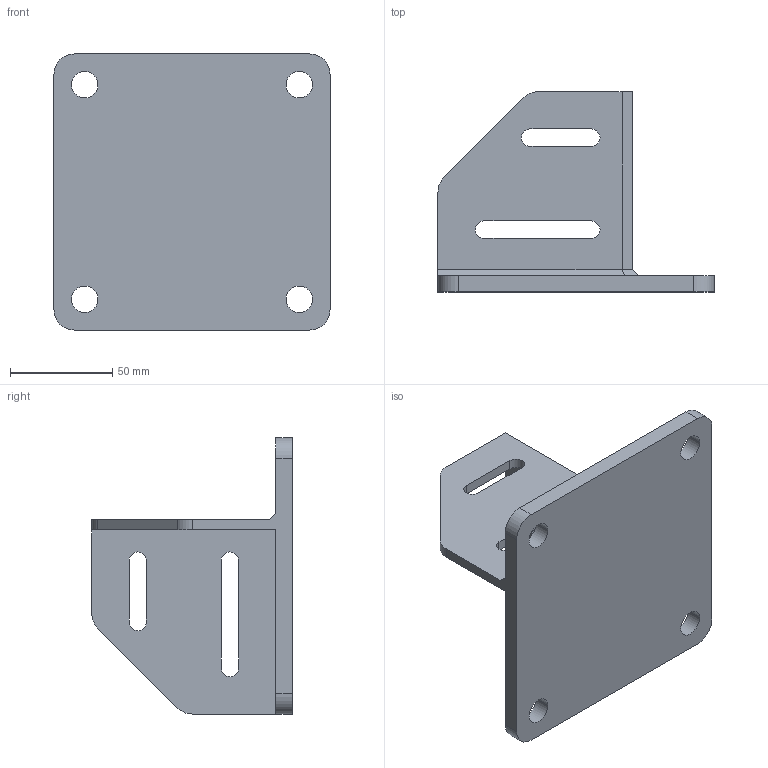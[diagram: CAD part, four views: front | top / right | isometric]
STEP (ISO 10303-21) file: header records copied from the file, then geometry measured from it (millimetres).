
FILE_DESCRIPTION((''),'2;1');
FILE_NAME('11137_TEMELJNA_PLOSCA_UNI','2022-09-16T13:56:34',('PredragRovcanin'),('Audax d.o.o.'),'CREO PARAMETRIC BY PTC INC, 2020281','CREO PARAMETRIC BY PTC INC, 2020281','');
FILE_SCHEMA(('AUTOMOTIVE_DESIGN { 1 0 10303 214 1 1 1 1 }'));
Length unit declared in the file: millimetre
Products named in the file (1): 11137_TEMELJNA_PLOSCA_UNI
Bounding box: 135 x 98 x 135 mm (x, y, z)
Volume: 205524.7 mm3; surface area: 68911.4 mm2
Topology: 1 solids, 1 shells, 50 faces, 156 edges, 122 vertices
Faces by surface type: plane 26, cylinder 24
Entity records: 2702 total; most frequent: COLOUR_RGB 320, DIRECTION 306, CARTESIAN_POINT 303, ORIENTED_EDGE 284, PRESENTATION_STYLE_ASSIGNMENT 157, STYLED_ITEM 157, CURVE_STYLE 156, EDGE_CURVE 142
